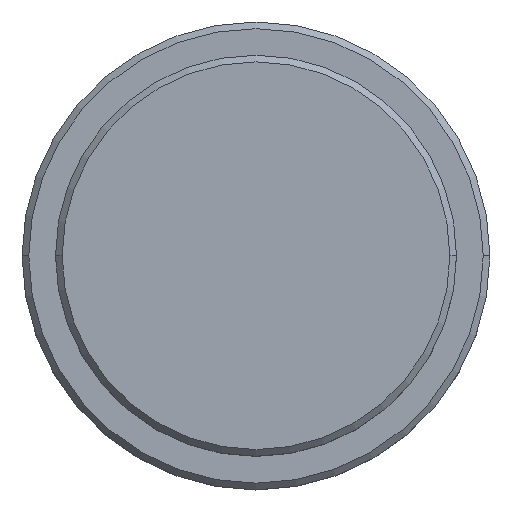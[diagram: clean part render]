
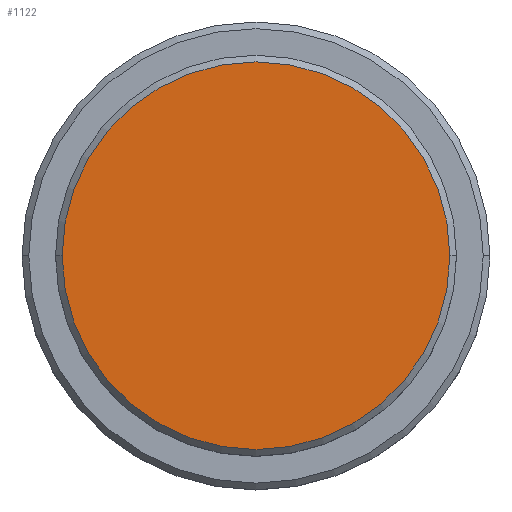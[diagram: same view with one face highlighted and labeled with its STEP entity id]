
A CAD part, top view. The second image highlights one B-rep face of the part: STEP entity #1122.
In plain terms, the highlighted planar face has unit normal (0, 0, 1).
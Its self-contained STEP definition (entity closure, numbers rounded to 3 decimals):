
#59 = AXIS2_PLACEMENT_3D ( 'NONE', #993, #563, #774 ) ;
#91 = DIRECTION ( 'NONE',  ( 1., 0., 0. ) ) ;
#96 = VERTEX_POINT ( 'NONE', #297 ) ;
#117 = VERTEX_POINT ( 'NONE', #1031 ) ;
#214 = EDGE_CURVE ( 'NONE', #96, #117, #345, .T. ) ;
#297 = CARTESIAN_POINT ( 'NONE',  ( 14.5, 0., 0. ) ) ;
#308 = PLANE ( 'NONE',  #667 ) ;
#345 = CIRCLE ( 'NONE', #733, 14.5 ) ;
#563 = DIRECTION ( 'NONE',  ( 0., 0., 1. ) ) ;
#651 = CIRCLE ( 'NONE', #59, 14.5 ) ;
#667 = AXIS2_PLACEMENT_3D ( 'NONE', #1142, #740, #1032 ) ;
#733 = AXIS2_PLACEMENT_3D ( 'NONE', #749, #854, #91 ) ;
#740 = DIRECTION ( 'NONE',  ( 0., 0., 1. ) ) ;
#749 = CARTESIAN_POINT ( 'NONE',  ( 0., 0., 0. ) ) ;
#774 = DIRECTION ( 'NONE',  ( 1., 0., 0. ) ) ;
#809 = ORIENTED_EDGE ( 'NONE', *, *, #214, .T. ) ;
#854 = DIRECTION ( 'NONE',  ( 0., 0., 1. ) ) ;
#902 = ORIENTED_EDGE ( 'NONE', *, *, #1365, .T. ) ;
#926 = EDGE_LOOP ( 'NONE', ( #902, #809 ) ) ;
#993 = CARTESIAN_POINT ( 'NONE',  ( 0., 0., 0. ) ) ;
#1031 = CARTESIAN_POINT ( 'NONE',  ( -14.5, 0., 0. ) ) ;
#1032 = DIRECTION ( 'NONE',  ( 1., 0., 0. ) ) ;
#1122 = ADVANCED_FACE ( 'NONE', ( #1280 ), #308, .T. ) ;
#1142 = CARTESIAN_POINT ( 'NONE',  ( 0., 0., 0. ) ) ;
#1280 = FACE_OUTER_BOUND ( 'NONE', #926, .T. ) ;
#1365 = EDGE_CURVE ( 'NONE', #117, #96, #651, .T. ) ;
